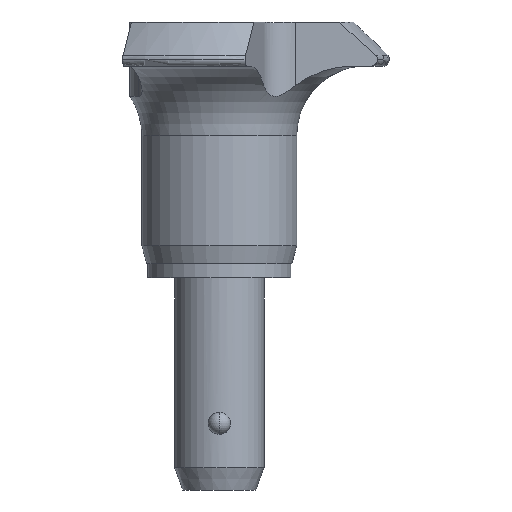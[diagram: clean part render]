
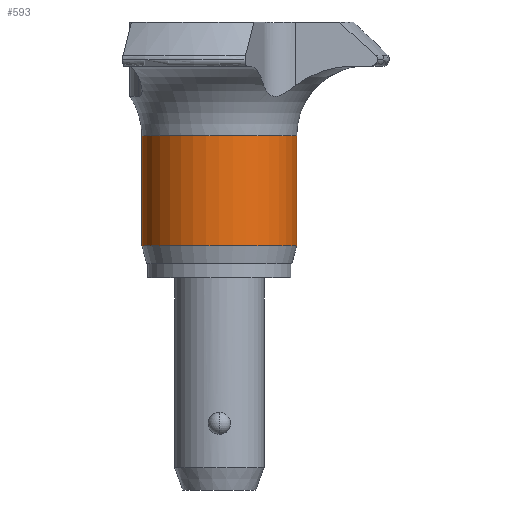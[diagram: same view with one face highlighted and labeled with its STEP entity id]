
A CAD part, front view. The second image highlights one B-rep face of the part: STEP entity #593.
In plain terms, the highlighted cylindrical face has radius 8.65 mm (diameter 17.3 mm), a partial arc.
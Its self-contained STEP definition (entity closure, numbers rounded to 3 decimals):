
#331=VERTEX_POINT('',#955);
#425=VERTEX_POINT('',#1056);
#593=ADVANCED_FACE('',(#1240),#1241,.T.);
#821=EDGE_CURVE('',#425,#859,#1496,.T.);
#843=EDGE_CURVE('',#859,#915,#1518,.T.);
#859=VERTEX_POINT('',#1537);
#903=EDGE_CURVE('',#331,#915,#1585,.T.);
#915=VERTEX_POINT('',#1598);
#925=EDGE_CURVE('',#331,#425,#1609,.T.);
#955=CARTESIAN_POINT('',(-8.65,0.,2.614));
#1056=CARTESIAN_POINT('',(-8.65,0.,14.92));
#1240=FACE_OUTER_BOUND('',#2338,.T.);
#1241=CYLINDRICAL_SURFACE('',#2339,8.65);
#1496=CIRCLE('',#2858,8.65);
#1518=LINE('',#2912,#2913);
#1537=CARTESIAN_POINT('',(8.65,0.,14.92));
#1585=CIRCLE('',#3038,8.65);
#1598=CARTESIAN_POINT('',(8.65,0.,2.614));
#1609=LINE('',#3086,#3087);
#2338=EDGE_LOOP('',(#3413,#3414,#3415,#3416));
#2339=AXIS2_PLACEMENT_3D('',#3417,#3418,#3419);
#2858=AXIS2_PLACEMENT_3D('',#3747,#3748,#3749);
#2912=CARTESIAN_POINT('',(8.65,0.,8.693));
#2913=VECTOR('',#3754,1.0);
#3038=AXIS2_PLACEMENT_3D('',#3844,#3845,#3846);
#3086=CARTESIAN_POINT('',(-8.65,0.,8.693));
#3087=VECTOR('',#3874,1.0);
#3413=ORIENTED_EDGE('',*,*,#925,.F.);
#3414=ORIENTED_EDGE('',*,*,#903,.T.);
#3415=ORIENTED_EDGE('',*,*,#843,.F.);
#3416=ORIENTED_EDGE('',*,*,#821,.F.);
#3417=CARTESIAN_POINT('',(0.,0.,8.693));
#3418=DIRECTION('',(-0.0,-0.0,-1.0));
#3419=DIRECTION('',(-1.0,0.,0.0));
#3747=CARTESIAN_POINT('',(0.,0.,14.92));
#3748=DIRECTION('',(0.0,0.0,1.0));
#3749=DIRECTION('',(-1.0,0.,0.0));
#3754=DIRECTION('',(-0.0,-0.0,-1.0));
#3844=CARTESIAN_POINT('',(0.,0.,2.614));
#3845=DIRECTION('',(0.0,0.0,1.0));
#3846=DIRECTION('',(-1.0,0.,0.0));
#3874=DIRECTION('',(0.0,0.0,1.0));
